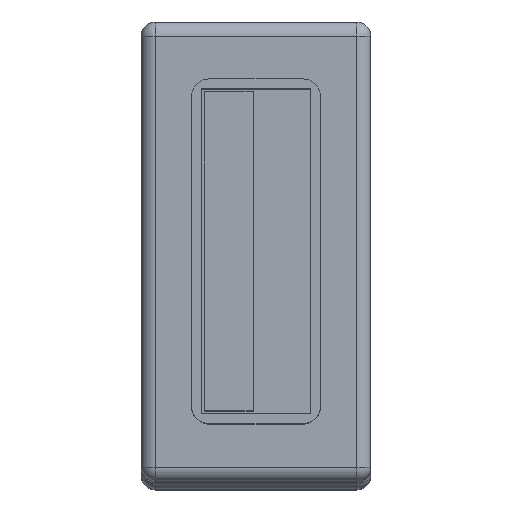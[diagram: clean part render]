
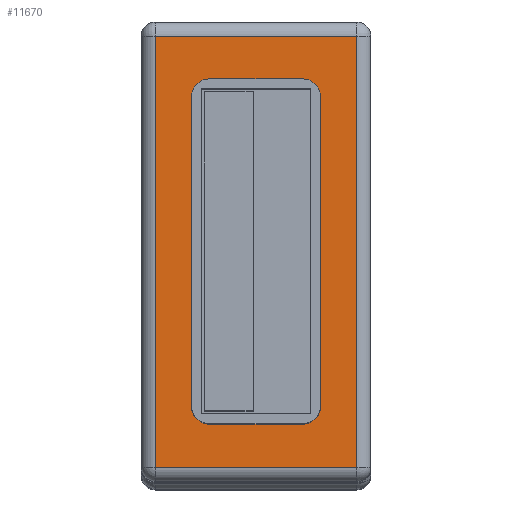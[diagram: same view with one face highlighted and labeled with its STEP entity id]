
A CAD part, top view. The second image highlights one B-rep face of the part: STEP entity #11670.
In plain terms, the highlighted face is planar.
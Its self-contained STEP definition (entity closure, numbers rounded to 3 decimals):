
#780=CARTESIAN_POINT('',(3.175,0.1,
5.36));
#790=VERTEX_POINT('',#780);
#960=CARTESIAN_POINT('',(3.175,0.1,
-5.36));
#970=VERTEX_POINT('',#960);
#1000=CARTESIAN_POINT('',(3.175,0.1,0.));
#1010=DIRECTION('',(0.,0.,-1.));
#1020=VECTOR('',#1010,1.);
#1030=LINE('',#1000,#1020);
#1040=EDGE_CURVE('',#790,#970,#1030,.T.);
#2500=CARTESIAN_POINT('',(-1.325,0.1,
5.36));
#2510=VERTEX_POINT('',#2500);
#2540=CARTESIAN_POINT('',(-1.325,0.1,0.));
#2550=DIRECTION('',(0.,0.,1.));
#2560=VECTOR('',#2550,1.);
#2570=LINE('',#2540,#2560);
#2580=CARTESIAN_POINT('',(-1.325,0.1,
-5.36));
#2590=VERTEX_POINT('',#2580);
#2600=EDGE_CURVE('',#2590,#2510,#2570,.T.);
#4040=CARTESIAN_POINT('',(0.,0.1,6.));
#4050=DIRECTION('',(1.,0.,0.));
#4060=VECTOR('',#4050,1.);
#4070=LINE('',#4040,#4060);
#4080=CARTESIAN_POINT('',(-0.685,0.1,
6.));
#4090=VERTEX_POINT('',#4080);
#4100=CARTESIAN_POINT('',(2.535,0.1,
6.));
#4110=VERTEX_POINT('',#4100);
#4120=EDGE_CURVE('',#4090,#4110,#4070,.T.);
#7530=CARTESIAN_POINT('',(-0.685,0.1,
-6.));
#7540=VERTEX_POINT('',#7530);
#7570=CARTESIAN_POINT('',(0.,0.1,-6.));
#7580=DIRECTION('',(-1.,0.,0.));
#7590=VECTOR('',#7580,1.);
#7600=LINE('',#7570,#7590);
#7610=CARTESIAN_POINT('',(2.535,0.1,
-6.));
#7620=VERTEX_POINT('',#7610);
#7630=EDGE_CURVE('',#7620,#7540,#7600,.T.);
#10940=CARTESIAN_POINT('',(0.,0.1,
0.));
#10950=DIRECTION('',(0.,-1.,0.));
#10960=DIRECTION('',(-1.,0.,0.));
#10970=AXIS2_PLACEMENT_3D('',#10940,#10950,#10960);
#10980=PLANE('',#10970);
#10990=CARTESIAN_POINT('',(-0.685,0.1,
5.36));
#11000=DIRECTION('',(0.,1.,0.));
#11010=DIRECTION('',(1.,0.,0.));
#11020=AXIS2_PLACEMENT_3D('',#10990,#11000,#11010);
#11030=CIRCLE('',#11020,0.64);
#11040=EDGE_CURVE('',#2510,#4090,#11030,.T.);
#11050=ORIENTED_EDGE('',*,*,#11040,.F.);
#11060=ORIENTED_EDGE('',*,*,#4120,.F.);
#11070=CARTESIAN_POINT('',(2.535,0.1,
5.36));
#11080=DIRECTION('',(0.,1.,0.));
#11090=DIRECTION('',(1.,0.,0.));
#11100=AXIS2_PLACEMENT_3D('',#11070,#11080,#11090);
#11110=CIRCLE('',#11100,0.64);
#11120=EDGE_CURVE('',#4110,#790,#11110,.T.);
#11130=ORIENTED_EDGE('',*,*,#11120,.F.);
#11140=ORIENTED_EDGE('',*,*,#1040,.F.);
#11150=CARTESIAN_POINT('',(2.535,0.1,
-5.36));
#11160=DIRECTION('',(0.,-1.,0.));
#11170=DIRECTION('',(-1.,0.,0.));
#11180=AXIS2_PLACEMENT_3D('',#11150,#11160,#11170);
#11190=CIRCLE('',#11180,0.64);
#11200=EDGE_CURVE('',#7620,#970,#11190,.T.);
#11210=ORIENTED_EDGE('',*,*,#11200,.T.);
#11220=ORIENTED_EDGE('',*,*,#7630,.F.);
#11230=CARTESIAN_POINT('',(-0.685,0.1,
-5.36));
#11240=DIRECTION('',(0.,1.,0.));
#11250=DIRECTION('',(1.,0.,0.));
#11260=AXIS2_PLACEMENT_3D('',#11230,#11240,#11250);
#11270=CIRCLE('',#11260,0.64);
#11280=EDGE_CURVE('',#7540,#2590,#11270,.T.);
#11290=ORIENTED_EDGE('',*,*,#11280,.F.);
#11300=ORIENTED_EDGE('',*,*,#2600,.F.);
#11310=EDGE_LOOP('',(#11300,#11290,#11220,#11210,#11140,#11130,#11060,
#11050));
#11320=FACE_BOUND('',#11310,.T.);
#11330=CARTESIAN_POINT('',(0.,0.1,
-7.5));
#11340=DIRECTION('',(1.,0.,0.));
#11350=VECTOR('',#11340,1.);
#11360=LINE('',#11330,#11350);
#11370=CARTESIAN_POINT('',(-2.575,0.1,
-7.5));
#11380=VERTEX_POINT('',#11370);
#11390=CARTESIAN_POINT('',(4.425,0.1,
-7.5));
#11400=VERTEX_POINT('',#11390);
#11410=EDGE_CURVE('',#11380,#11400,#11360,.T.);
#11420=ORIENTED_EDGE('',*,*,#11410,.F.);
#11430=CARTESIAN_POINT('',(4.425,0.1,
0.));
#11440=DIRECTION('',(0.,0.,1.));
#11450=VECTOR('',#11440,1.);
#11460=LINE('',#11430,#11450);
#11470=CARTESIAN_POINT('',(4.425,0.1,
7.5));
#11480=VERTEX_POINT('',#11470);
#11490=EDGE_CURVE('',#11400,#11480,#11460,.T.);
#11500=ORIENTED_EDGE('',*,*,#11490,.F.);
#11510=CARTESIAN_POINT('',(0.,0.1,
7.5));
#11520=DIRECTION('',(-1.,0.,0.));
#11530=VECTOR('',#11520,1.);
#11540=LINE('',#11510,#11530);
#11550=CARTESIAN_POINT('',(-2.575,0.1,
7.5));
#11560=VERTEX_POINT('',#11550);
#11570=EDGE_CURVE('',#11480,#11560,#11540,.T.);
#11580=ORIENTED_EDGE('',*,*,#11570,.F.);
#11590=CARTESIAN_POINT('',(-2.575,0.1,
0.));
#11600=DIRECTION('',(0.,0.,-1.));
#11610=VECTOR('',#11600,1.);
#11620=LINE('',#11590,#11610);
#11630=EDGE_CURVE('',#11560,#11380,#11620,.T.);
#11640=ORIENTED_EDGE('',*,*,#11630,.F.);
#11650=EDGE_LOOP('',(#11640,#11580,#11500,#11420));
#11660=FACE_OUTER_BOUND('',#11650,.T.);
#11670=ADVANCED_FACE('',(#11320,#11660),#10980,.F.);
